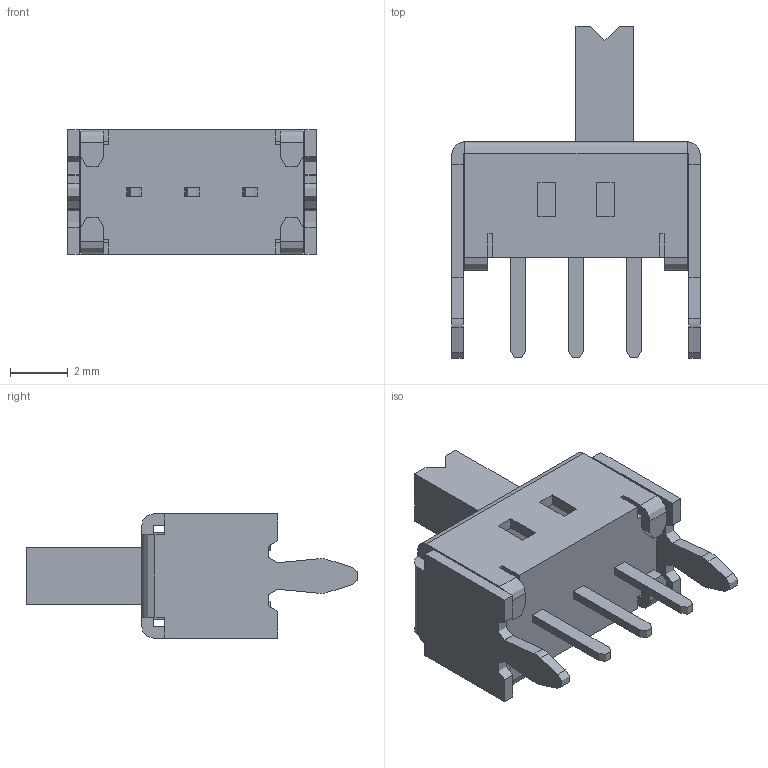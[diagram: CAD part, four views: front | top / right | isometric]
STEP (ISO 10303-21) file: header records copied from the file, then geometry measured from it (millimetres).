
FILE_DESCRIPTION(/* description */ ('STEP AP214'),/* implementation_level */ '2;1');
FILE_NAME(/* name */ 'OS102011MS2QN1 v2.step',/* time_stamp */ '2025-06-11T19:54:30+02:00',/* author */ (''),/* organization */ (''),/* preprocessor_version */ 'ST-DEVELOPER v20.1',/* originating_system */ 'Autodesk Translation Framework v14.10.0.0',/* authorisation */ '');
FILE_SCHEMA (('AUTOMOTIVE_DESIGN { 1 0 10303 214 3 1 1 }'));
Length unit declared in the file: metre
Products named in the file (1): 1
Bounding box: 8.6 x 11.47 x 4.3 mm (x, y, z)
Volume: 97.6 mm3; surface area: 417.5 mm2
Topology: 1 solids, 1 shells, 192 faces, 539 edges, 354 vertices
Faces by surface type: plane 139, cylinder 31, bspline 22
Entity records: 6577 total; most frequent: CARTESIAN_POINT 1627, ORIENTED_EDGE 1078, DIRECTION 903, EDGE_CURVE 539, LINE 433, VECTOR 433, VERTEX_POINT 354, AXIS2_PLACEMENT_3D 235
